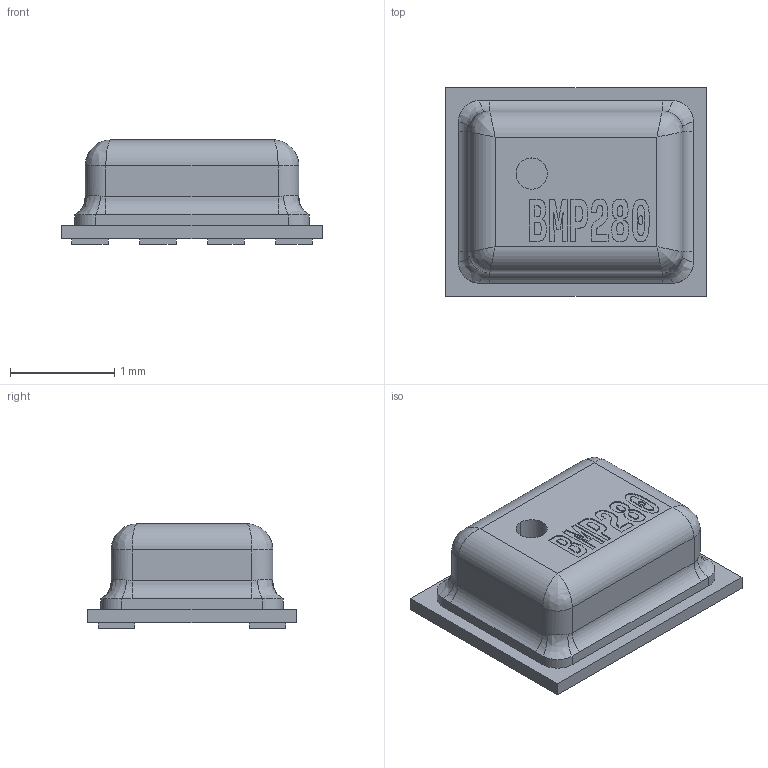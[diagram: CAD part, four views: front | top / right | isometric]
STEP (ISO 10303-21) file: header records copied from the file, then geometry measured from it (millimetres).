
FILE_DESCRIPTION(('FreeCAD Model'),'2;1');
FILE_NAME('User Library-BST-BMP280.step', '2018-08-09T16:08:55',('kicad StepUp'),('ksu MCAD'), 'Open CASCADE STEP processor 6.8','FreeCAD','Unknown');
FILE_SCHEMA(('AUTOMOTIVE_DESIGN_CC2 { 1 2 10303 214 -1 1 5 4 }'));
Length unit declared in the file: millimetre
Products named in the file (2): ASSEMBLY; User_Library-BST-BMP280
Assembly tree (1 placements, depth 2):
  ASSEMBLY
    User_Library-BST-BMP280
Bounding box: 2.5 x 2 x 1 mm (x, y, z)
Volume: 3.3 mm3; surface area: 16.8 mm2
Topology: 1 solids, 1 shells, 214 faces, 543 edges, 350 vertices
Faces by surface type: plane 132, bspline 64, cylinder 18
Entity records: 10422 total; most frequent: CARTESIAN_POINT 4173, ORIENTED_EDGE 1078, DIRECTION 759, EDGE_CURVE 539, LINE 391, VECTOR 391, VERTEX_POINT 350, FACE_BOUND 237
